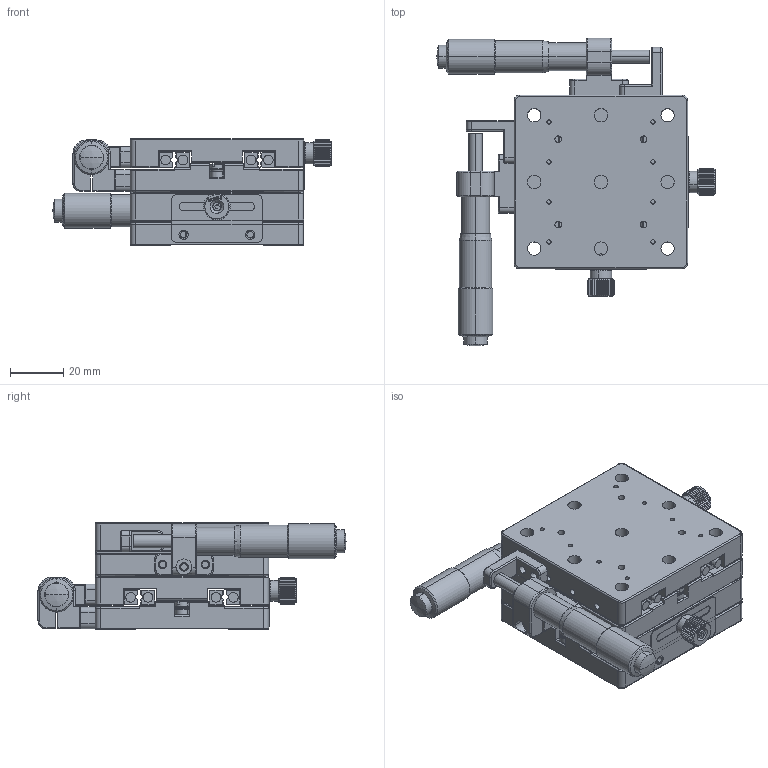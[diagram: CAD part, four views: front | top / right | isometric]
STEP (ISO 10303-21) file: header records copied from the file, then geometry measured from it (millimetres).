
FILE_DESCRIPTION (( 'STEP AP203' ), '1' );
FILE_NAME ('OMSDH02AG.STEP', '2021-11-15T08:56:39', ( 'User' ), ( 'Microsoft' ), 'SwSTEP 2.0', 'SolidWorks 2018', '' );
FILE_SCHEMA (( 'CONFIG_CONTROL_DESIGN' ));
Products named in the file (1): OMSDH02AG
Bounding box: 104.3 x 115.5 x 40 mm (x, y, z)
Surface area: 62844.9 mm2 (no closed solid volume)
Topology: 0 solids, 54 shells, 1177 faces, 4038 edges, 2809 vertices
Faces by surface type: plane 571, cylinder 404, bspline 75, torus 64, cone 59, sphere 4
Entity records: 55463 total; most frequent: CARTESIAN_POINT 21444, DIRECTION 6808, ORIENTED_EDGE 6591, EDGE_CURVE 4038, VERTEX_POINT 2809, AXIS2_PLACEMENT_3D 2345, LINE 2118, VECTOR 2118
